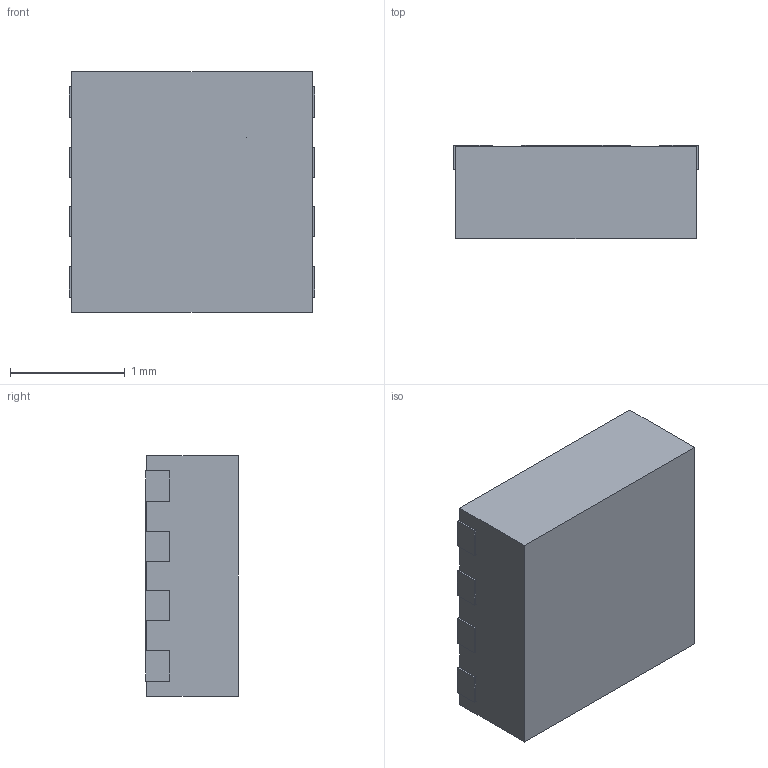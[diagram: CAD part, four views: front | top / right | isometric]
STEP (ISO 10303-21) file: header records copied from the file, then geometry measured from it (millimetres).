
FILE_DESCRIPTION (( 'STEP AP214' ), '1' );
FILE_NAME ('LM393LVDSGR.STEP', '2022-12-29T17:35:45', ( '' ), ( '' ), 'SwSTEP 2.0', 'SolidWorks 2021', '' );
FILE_SCHEMA (( 'AUTOMOTIVE_DESIGN' ));
Length unit declared in the file: millimetre
Products named in the file (1): LM393LVDSGR
Bounding box: 2.14 x 0.81 x 2.1 mm (x, y, z)
Volume: 3.6 mm3; surface area: 20.1 mm2
Topology: 9 solids, 9 shells, 92 faces, 219 edges, 146 vertices
Faces by surface type: plane 92
Entity records: 3721 total; most frequent: CARTESIAN_POINT 458, ORIENTED_EDGE 438, DIRECTION 405, LINE 219, EDGE_CURVE 219, VECTOR 219, VERTEX_POINT 146, UNCERTAINTY_MEASURE_WITH_UNIT 103
